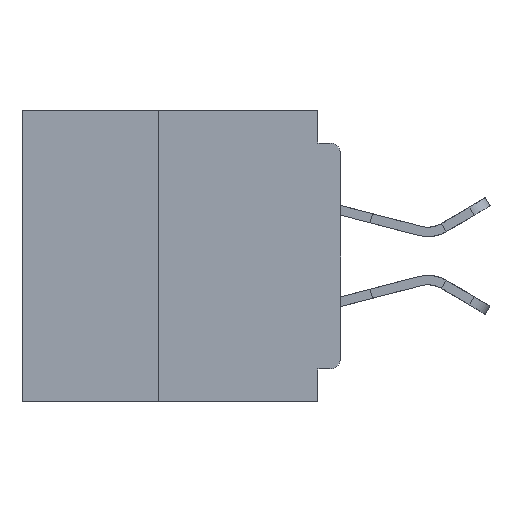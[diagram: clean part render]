
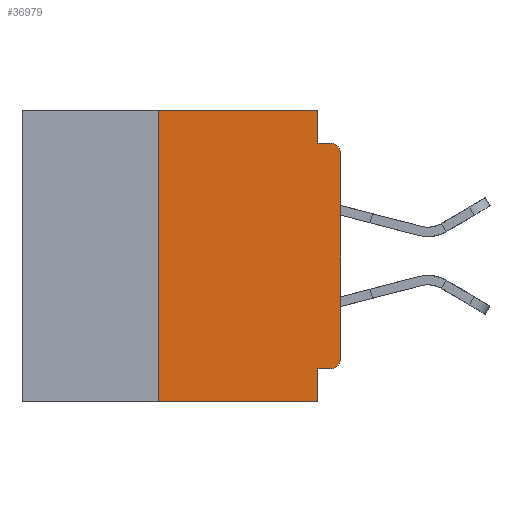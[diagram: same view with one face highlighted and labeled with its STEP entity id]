
A CAD part, left-side view. The second image highlights one B-rep face of the part: STEP entity #36979.
In plain terms, the highlighted planar face has unit normal (-1, 0, 0).
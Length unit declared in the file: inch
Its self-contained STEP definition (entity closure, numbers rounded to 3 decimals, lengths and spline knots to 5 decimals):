
#2251 = VERTEX_POINT ( 'NONE', #22088 ) ;
#2318 = DIRECTION ( 'NONE',  ( 0., 0., 1. ) ) ;
#2400 = EDGE_CURVE ( 'NONE', #26239, #12187, #7120, .T. ) ;
#2936 = LINE ( 'NONE', #32144, #11636 ) ;
#3084 = EDGE_CURVE ( 'NONE', #47782, #3473, #47622, .T. ) ;
#3473 = VERTEX_POINT ( 'NONE', #20582 ) ;
#5000 = VERTEX_POINT ( 'NONE', #39064 ) ;
#6220 = PLANE ( 'NONE',  #28708 ) ;
#7120 = LINE ( 'NONE', #21441, #25772 ) ;
#7467 = DIRECTION ( 'NONE',  ( 0., -1., 0. ) ) ;
#7491 = VECTOR ( 'NONE', #22546, 39.37008 ) ;
#7688 = CARTESIAN_POINT ( 'NONE',  ( 0., 0., -0.045 ) ) ;
#8273 = CARTESIAN_POINT ( 'NONE',  ( 0., 0.031, -0.355 ) ) ;
#8475 = DIRECTION ( 'NONE',  ( -1., 0., 0. ) ) ;
#8886 = EDGE_CURVE ( 'NONE', #12187, #47782, #20946, .T. ) ;
#9895 = CARTESIAN_POINT ( 'NONE',  ( 0., 0.437, 0. ) ) ;
#10277 = LINE ( 'NONE', #16486, #28934 ) ;
#10358 = CARTESIAN_POINT ( 'NONE',  ( 0., 0.031, -0.4 ) ) ;
#11012 = CARTESIAN_POINT ( 'NONE',  ( 0., 0.25, -0.4 ) ) ;
#11298 = CARTESIAN_POINT ( 'NONE',  ( 0., 0.25, -0.4 ) ) ;
#11636 = VECTOR ( 'NONE', #21053, 39.37008 ) ;
#11648 = FACE_OUTER_BOUND ( 'NONE', #35318, .T. ) ;
#12187 = VERTEX_POINT ( 'NONE', #13082 ) ;
#12891 = CARTESIAN_POINT ( 'NONE',  ( 0., 0.031, -0.045 ) ) ;
#13082 = CARTESIAN_POINT ( 'NONE',  ( 0., 0.031, 0. ) ) ;
#13626 = VECTOR ( 'NONE', #2318, 39.37008 ) ;
#14025 = VECTOR ( 'NONE', #36464, 39.37008 ) ;
#15196 = LINE ( 'NONE', #10358, #14025 ) ;
#15560 = CARTESIAN_POINT ( 'NONE',  ( 0., 0.031, -0.4 ) ) ;
#15777 = VERTEX_POINT ( 'NONE', #15560 ) ;
#16486 = CARTESIAN_POINT ( 'NONE',  ( 0., 0., -0.355 ) ) ;
#16648 = CIRCLE ( 'NONE', #26777, 0.015 ) ;
#17405 = DIRECTION ( 'NONE',  ( 0., 0., -1. ) ) ;
#17964 = ORIENTED_EDGE ( 'NONE', *, *, #3084, .F. ) ;
#17981 = ORIENTED_EDGE ( 'NONE', *, *, #2400, .F. ) ;
#19300 = EDGE_CURVE ( 'NONE', #34661, #26239, #37215, .T. ) ;
#20582 = CARTESIAN_POINT ( 'NONE',  ( 0., 0.015, -0.045 ) ) ;
#20777 = DIRECTION ( 'NONE',  ( 0., -1., 0. ) ) ;
#20839 = DIRECTION ( 'NONE',  ( -1., 0., 0. ) ) ;
#20946 = LINE ( 'NONE', #29673, #47138 ) ;
#21053 = DIRECTION ( 'NONE',  ( 0., -1., 0. ) ) ;
#21441 = CARTESIAN_POINT ( 'NONE',  ( 0., 0.437, 0. ) ) ;
#21577 = EDGE_CURVE ( 'NONE', #34661, #15777, #2936, .T. ) ;
#22088 = CARTESIAN_POINT ( 'NONE',  ( 0., 0., -0.06 ) ) ;
#22546 = DIRECTION ( 'NONE',  ( 0., 0., 1. ) ) ;
#23345 = AXIS2_PLACEMENT_3D ( 'NONE', #30758, #8475, #34540 ) ;
#23580 = LINE ( 'NONE', #39444, #13626 ) ;
#23929 = EDGE_CURVE ( 'NONE', #36628, #5000, #16648, .T. ) ;
#24371 = EDGE_CURVE ( 'NONE', #2251, #3473, #34094, .T. ) ;
#25772 = VECTOR ( 'NONE', #20777, 39.37008 ) ;
#25960 = DIRECTION ( 'NONE',  ( 0., 0., -1. ) ) ;
#26239 = VERTEX_POINT ( 'NONE', #26720 ) ;
#26254 = CARTESIAN_POINT ( 'NONE',  ( 0., 0.015, -0.355 ) ) ;
#26342 = ORIENTED_EDGE ( 'NONE', *, *, #21577, .T. ) ;
#26627 = EDGE_CURVE ( 'NONE', #32984, #15777, #15196, .T. ) ;
#26665 = ORIENTED_EDGE ( 'NONE', *, *, #33859, .T. ) ;
#26720 = CARTESIAN_POINT ( 'NONE',  ( 0., 0.25, 0. ) ) ;
#26777 = AXIS2_PLACEMENT_3D ( 'NONE', #43197, #20839, #46885 ) ;
#28708 = AXIS2_PLACEMENT_3D ( 'NONE', #9895, #39740, #17405 ) ;
#28934 = VECTOR ( 'NONE', #31436, 39.37008 ) ;
#29673 = CARTESIAN_POINT ( 'NONE',  ( 0., 0.031, 0. ) ) ;
#30758 = CARTESIAN_POINT ( 'NONE',  ( 0., 0.015, -0.06 ) ) ;
#31436 = DIRECTION ( 'NONE',  ( 0., 1., 0. ) ) ;
#32144 = CARTESIAN_POINT ( 'NONE',  ( 0., 0.437, -0.4 ) ) ;
#32240 = EDGE_CURVE ( 'NONE', #36628, #32984, #10277, .T. ) ;
#32984 = VERTEX_POINT ( 'NONE', #8273 ) ;
#33859 = EDGE_CURVE ( 'NONE', #5000, #2251, #23580, .T. ) ;
#34094 = CIRCLE ( 'NONE', #23345, 0.015 ) ;
#34540 = DIRECTION ( 'NONE',  ( 0., 0., -1. ) ) ;
#34661 = VERTEX_POINT ( 'NONE', #11012 ) ;
#35318 = EDGE_LOOP ( 'NONE', ( #26665, #35808, #17964, #36722, #17981, #45837, #26342, #36094, #44735, #35568 ) ) ;
#35568 = ORIENTED_EDGE ( 'NONE', *, *, #23929, .T. ) ;
#35808 = ORIENTED_EDGE ( 'NONE', *, *, #24371, .T. ) ;
#36094 = ORIENTED_EDGE ( 'NONE', *, *, #26627, .F. ) ;
#36464 = DIRECTION ( 'NONE',  ( 0., 0., -1. ) ) ;
#36628 = VERTEX_POINT ( 'NONE', #26254 ) ;
#36722 = ORIENTED_EDGE ( 'NONE', *, *, #8886, .F. ) ;
#36979 = ADVANCED_FACE ( 'NONE', ( #11648 ), #6220, .F. ) ;
#37215 = LINE ( 'NONE', #11298, #7491 ) ;
#37794 = VECTOR ( 'NONE', #7467, 39.37008 ) ;
#39064 = CARTESIAN_POINT ( 'NONE',  ( 0., 0., -0.34 ) ) ;
#39444 = CARTESIAN_POINT ( 'NONE',  ( 0., 0., 0. ) ) ;
#39740 = DIRECTION ( 'NONE',  ( 1., 0., 0. ) ) ;
#43197 = CARTESIAN_POINT ( 'NONE',  ( 0., 0.015, -0.34 ) ) ;
#44735 = ORIENTED_EDGE ( 'NONE', *, *, #32240, .F. ) ;
#45837 = ORIENTED_EDGE ( 'NONE', *, *, #19300, .F. ) ;
#46885 = DIRECTION ( 'NONE',  ( 0., 0., -1. ) ) ;
#47138 = VECTOR ( 'NONE', #25960, 39.37008 ) ;
#47622 = LINE ( 'NONE', #7688, #37794 ) ;
#47782 = VERTEX_POINT ( 'NONE', #12891 ) ;
